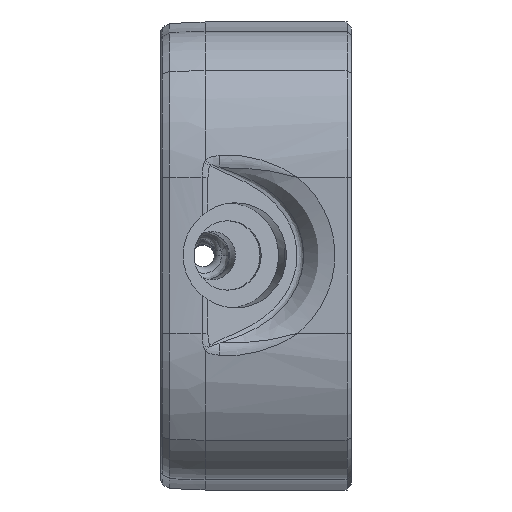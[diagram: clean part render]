
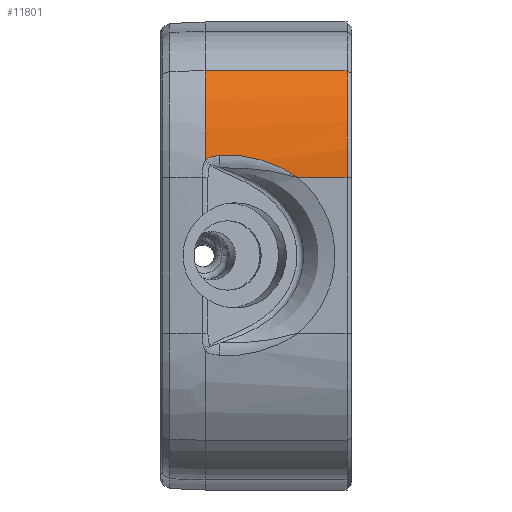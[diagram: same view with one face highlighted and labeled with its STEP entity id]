
A CAD part, top view. The second image highlights one B-rep face of the part: STEP entity #11801.
In plain terms, the highlighted cylindrical face has radius 17 mm (diameter 34 mm), a partial arc.
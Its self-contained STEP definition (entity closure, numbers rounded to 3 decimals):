
#742=CIRCLE('',#12663,17.);
#758=CIRCLE('',#12686,17.);
#1214=CYLINDRICAL_SURFACE('',#12685,17.);
#1469=FACE_OUTER_BOUND('',#2188,.T.);
#2188=EDGE_LOOP('',(#8661,#8662,#8663,#8664,#8665,#8666));
#2901=B_SPLINE_CURVE_WITH_KNOTS('',3,(#21506,#21507,#21508,#21509,#21510,
#21511,#21512,#21513,#21514,#21515,#21516,#21517,#21518,#21519,#21520,#21521,
#21522,#21523,#21524,#21525,#21526,#21527,#21528,#21529,#21530,#21531,#21532,
#21533,#21534,#21535,#21536,#21537),.UNSPECIFIED.,.F.,.F.,(4,2,2,2,2,2,
2,2,2,2,2,2,2,2,2,4),(-0.003,0.,0.01,0.04,
0.101,0.131,0.191,0.22,
0.309,0.368,0.456,0.485,0.543,
0.572,0.659,0.729),.UNSPECIFIED.);
#2902=B_SPLINE_CURVE_WITH_KNOTS('',3,(#21559,#21560,#21561,#21562,#21563),
 .UNSPECIFIED.,.F.,.F.,(4,1,4),(0.,0.058,0.135),
 .UNSPECIFIED.);
#3403=LINE('',#21599,#4226);
#3404=LINE('',#21602,#4227);
#4226=VECTOR('',#14407,1000.);
#4227=VECTOR('',#14410,1000.);
#5229=VERTEX_POINT('',#19479);
#5231=VERTEX_POINT('',#19497);
#5248=VERTEX_POINT('',#21265);
#5251=VERTEX_POINT('',#21504);
#5252=VERTEX_POINT('',#21598);
#5253=VERTEX_POINT('',#21600);
#6506=EDGE_CURVE('',#5229,#5231,#742,.T.);
#6541=EDGE_CURVE('',#5248,#5251,#2901,.T.);
#6543=EDGE_CURVE('',#5251,#5231,#2902,.T.);
#6545=EDGE_CURVE('',#5248,#5252,#3403,.T.);
#6546=EDGE_CURVE('',#5252,#5253,#758,.T.);
#6547=EDGE_CURVE('',#5229,#5253,#3404,.T.);
#8661=ORIENTED_EDGE('',*,*,#6543,.F.);
#8662=ORIENTED_EDGE('',*,*,#6541,.F.);
#8663=ORIENTED_EDGE('',*,*,#6545,.T.);
#8664=ORIENTED_EDGE('',*,*,#6546,.T.);
#8665=ORIENTED_EDGE('',*,*,#6547,.F.);
#8666=ORIENTED_EDGE('',*,*,#6506,.T.);
#11801=ADVANCED_FACE('',(#1469),#1214,.T.);
#12663=AXIS2_PLACEMENT_3D('',#19502,#14354,#14355);
#12685=AXIS2_PLACEMENT_3D('',#21597,#14405,#14406);
#12686=AXIS2_PLACEMENT_3D('',#21601,#14408,#14409);
#14354=DIRECTION('center_axis',(1.,0.,0.));
#14355=DIRECTION('ref_axis',(0.,-1.,0.));
#14405=DIRECTION('center_axis',(1.,0.,0.));
#14406=DIRECTION('ref_axis',(0.,1.,0.));
#14407=DIRECTION('',(1.,0.,0.));
#14408=DIRECTION('center_axis',(-1.,0.,0.));
#14409=DIRECTION('ref_axis',(0.,0.,
1.));
#14410=DIRECTION('',(1.,0.,0.));
#19479=CARTESIAN_POINT('',(0.178,16.481,71.732));
#19497=CARTESIAN_POINT('',(0.178,8.467,74.583));
#19502=CARTESIAN_POINT('Origin',(0.178,6.958,57.65));
#21265=CARTESIAN_POINT('',(8.445,6.958,74.65));
#21504=CARTESIAN_POINT('',(1.437,8.907,74.537));
#21506=CARTESIAN_POINT('Ctrl Pts',(8.445,6.958,74.65));
#21507=CARTESIAN_POINT('Ctrl Pts',(8.436,6.965,74.65));
#21508=CARTESIAN_POINT('Ctrl Pts',(8.426,6.971,74.65));
#21509=CARTESIAN_POINT('Ctrl Pts',(8.389,6.997,74.65));
#21510=CARTESIAN_POINT('Ctrl Pts',(8.361,7.016,74.649));
#21511=CARTESIAN_POINT('Ctrl Pts',(8.246,7.095,74.649));
#21512=CARTESIAN_POINT('Ctrl Pts',(8.158,7.153,74.649));
#21513=CARTESIAN_POINT('Ctrl Pts',(7.892,7.324,74.646));
#21514=CARTESIAN_POINT('Ctrl Pts',(7.713,7.432,74.643));
#21515=CARTESIAN_POINT('Ctrl Pts',(7.442,7.586,74.638));
#21516=CARTESIAN_POINT('Ctrl Pts',(7.352,7.635,74.636));
#21517=CARTESIAN_POINT('Ctrl Pts',(7.08,7.779,74.63));
#21518=CARTESIAN_POINT('Ctrl Pts',(6.897,7.87,74.625));
#21519=CARTESIAN_POINT('Ctrl Pts',(6.621,7.998,74.618));
#21520=CARTESIAN_POINT('Ctrl Pts',(6.528,8.039,74.615));
#21521=CARTESIAN_POINT('Ctrl Pts',(6.159,8.198,74.605));
#21522=CARTESIAN_POINT('Ctrl Pts',(5.879,8.304,74.596));
#21523=CARTESIAN_POINT('Ctrl Pts',(5.408,8.462,74.583));
#21524=CARTESIAN_POINT('Ctrl Pts',(5.219,8.52,74.578));
#21525=CARTESIAN_POINT('Ctrl Pts',(4.744,8.65,74.565));
#21526=CARTESIAN_POINT('Ctrl Pts',(4.456,8.716,74.559));
#21527=CARTESIAN_POINT('Ctrl Pts',(4.072,8.787,74.551));
#21528=CARTESIAN_POINT('Ctrl Pts',(3.976,8.803,74.549));
#21529=CARTESIAN_POINT('Ctrl Pts',(3.688,8.848,74.544));
#21530=CARTESIAN_POINT('Ctrl Pts',(3.495,8.873,74.541));
#21531=CARTESIAN_POINT('Ctrl Pts',(3.206,8.902,74.538));
#21532=CARTESIAN_POINT('Ctrl Pts',(3.109,8.91,74.537));
#21533=CARTESIAN_POINT('Ctrl Pts',(2.724,8.937,74.534));
#21534=CARTESIAN_POINT('Ctrl Pts',(2.434,8.945,74.533));
#21535=CARTESIAN_POINT('Ctrl Pts',(1.908,8.938,74.534));
#21536=CARTESIAN_POINT('Ctrl Pts',(1.672,8.927,74.535));
#21537=CARTESIAN_POINT('Ctrl Pts',(1.437,8.907,74.537));
#21559=CARTESIAN_POINT('Ctrl Pts',(1.437,8.907,74.537));
#21560=CARTESIAN_POINT('Ctrl Pts',(1.245,8.891,74.539));
#21561=CARTESIAN_POINT('Ctrl Pts',(0.807,8.835,74.545));
#21562=CARTESIAN_POINT('Ctrl Pts',(0.338,8.695,74.562));
#21563=CARTESIAN_POINT('Ctrl Pts',(0.178,8.467,74.583));
#21597=CARTESIAN_POINT('Origin',(-20.04,6.958,57.65));
#21598=CARTESIAN_POINT('',(12.85,6.958,74.65));
#21599=CARTESIAN_POINT('',(-20.04,6.958,74.65));
#21600=CARTESIAN_POINT('',(12.85,16.481,71.732));
#21601=CARTESIAN_POINT('Origin',(12.85,6.958,57.65));
#21602=CARTESIAN_POINT('',(-20.04,16.481,71.732));
